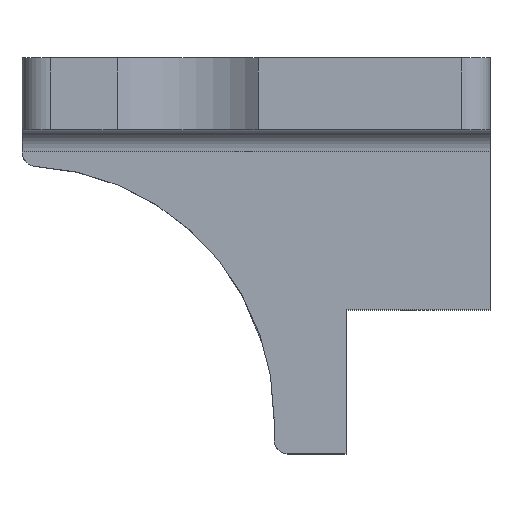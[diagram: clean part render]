
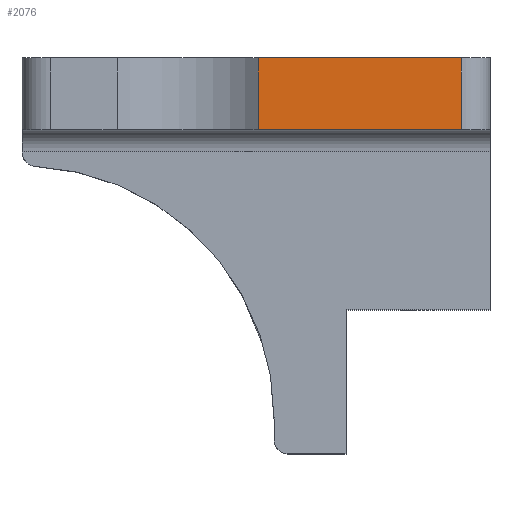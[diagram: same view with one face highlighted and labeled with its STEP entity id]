
A CAD part, top view. The second image highlights one B-rep face of the part: STEP entity #2076.
In plain terms, the highlighted planar face has unit normal (0, 0, 1).
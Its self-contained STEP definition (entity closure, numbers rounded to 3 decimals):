
#524 = PLANE('',#525);
#525 = AXIS2_PLACEMENT_3D('',#526,#527,#528);
#526 = CARTESIAN_POINT('',(-45.,5.,15.));
#527 = DIRECTION('',(0.,-1.,0.));
#528 = DIRECTION('',(-1.,0.,0.));
#580 = PLANE('',#581);
#581 = AXIS2_PLACEMENT_3D('',#582,#583,#584);
#582 = CARTESIAN_POINT('',(20.,15.,15.));
#583 = DIRECTION('',(0.,1.,0.));
#584 = DIRECTION('',(1.,0.,0.));
#1491 = VERTEX_POINT('',#1492);
#1492 = CARTESIAN_POINT('',(-12.202,5.,30.));
#1507 = CYLINDRICAL_SURFACE('',#1508,14.);
#1508 = AXIS2_PLACEMENT_3D('',#1509,#1510,#1511);
#1509 = CARTESIAN_POINT('',(-22.,15.,40.));
#1510 = DIRECTION('',(0.,1.,0.));
#1511 = DIRECTION('',(1.,0.,0.));
#1519 = EDGE_CURVE('',#1491,#1520,#1522,.T.);
#1520 = VERTEX_POINT('',#1521);
#1521 = CARTESIAN_POINT('',(16.,5.,30.));
#1522 = SURFACE_CURVE('',#1523,(#1527,#1534),.PCURVE_S1.);
#1523 = LINE('',#1524,#1525);
#1524 = CARTESIAN_POINT('',(-45.,5.,30.));
#1525 = VECTOR('',#1526,1.);
#1526 = DIRECTION('',(1.,0.,0.));
#1527 = PCURVE('',#524,#1528);
#1528 = DEFINITIONAL_REPRESENTATION('',(#1529),#1533);
#1529 = LINE('',#1530,#1531);
#1530 = CARTESIAN_POINT('',(0.,-15.));
#1531 = VECTOR('',#1532,1.);
#1532 = DIRECTION('',(-1.,0.));
#1533 = ( GEOMETRIC_REPRESENTATION_CONTEXT(2) 
PARAMETRIC_REPRESENTATION_CONTEXT() REPRESENTATION_CONTEXT('2D SPACE',''
  ) );
#1534 = PCURVE('',#1535,#1540);
#1535 = PLANE('',#1536);
#1536 = AXIS2_PLACEMENT_3D('',#1537,#1538,#1539);
#1537 = CARTESIAN_POINT('',(20.,15.,30.));
#1538 = DIRECTION('',(0.,0.,1.));
#1539 = DIRECTION('',(1.,0.,0.));
#1540 = DEFINITIONAL_REPRESENTATION('',(#1541),#1545);
#1541 = LINE('',#1542,#1543);
#1542 = CARTESIAN_POINT('',(-65.,-10.));
#1543 = VECTOR('',#1544,1.);
#1544 = DIRECTION('',(1.,0.));
#1545 = ( GEOMETRIC_REPRESENTATION_CONTEXT(2) 
PARAMETRIC_REPRESENTATION_CONTEXT() REPRESENTATION_CONTEXT('2D SPACE',''
  ) );
#1562 = CYLINDRICAL_SURFACE('',#1563,4.);
#1563 = AXIS2_PLACEMENT_3D('',#1564,#1565,#1566);
#1564 = CARTESIAN_POINT('',(16.,5.,26.));
#1565 = DIRECTION('',(0.,1.,0.));
#1566 = DIRECTION('',(1.,0.,0.));
#1713 = VERTEX_POINT('',#1714);
#1714 = CARTESIAN_POINT('',(16.,15.,30.));
#1740 = EDGE_CURVE('',#1713,#1741,#1743,.T.);
#1741 = VERTEX_POINT('',#1742);
#1742 = CARTESIAN_POINT('',(-12.202,15.,30.));
#1743 = SURFACE_CURVE('',#1744,(#1748,#1755),.PCURVE_S1.);
#1744 = LINE('',#1745,#1746);
#1745 = CARTESIAN_POINT('',(20.,15.,30.));
#1746 = VECTOR('',#1747,1.);
#1747 = DIRECTION('',(-1.,0.,0.));
#1748 = PCURVE('',#580,#1749);
#1749 = DEFINITIONAL_REPRESENTATION('',(#1750),#1754);
#1750 = LINE('',#1751,#1752);
#1751 = CARTESIAN_POINT('',(0.,-15.));
#1752 = VECTOR('',#1753,1.);
#1753 = DIRECTION('',(-1.,0.));
#1754 = ( GEOMETRIC_REPRESENTATION_CONTEXT(2) 
PARAMETRIC_REPRESENTATION_CONTEXT() REPRESENTATION_CONTEXT('2D SPACE',''
  ) );
#1755 = PCURVE('',#1535,#1756);
#1756 = DEFINITIONAL_REPRESENTATION('',(#1757),#1761);
#1757 = LINE('',#1758,#1759);
#1758 = CARTESIAN_POINT('',(0.,0.));
#1759 = VECTOR('',#1760,1.);
#1760 = DIRECTION('',(-1.,0.));
#1761 = ( GEOMETRIC_REPRESENTATION_CONTEXT(2) 
PARAMETRIC_REPRESENTATION_CONTEXT() REPRESENTATION_CONTEXT('2D SPACE',''
  ) );
#2054 = EDGE_CURVE('',#1520,#1713,#2055,.T.);
#2055 = SURFACE_CURVE('',#2056,(#2060,#2067),.PCURVE_S1.);
#2056 = LINE('',#2057,#2058);
#2057 = CARTESIAN_POINT('',(16.,5.,30.));
#2058 = VECTOR('',#2059,1.);
#2059 = DIRECTION('',(0.,1.,0.));
#2060 = PCURVE('',#1562,#2061);
#2061 = DEFINITIONAL_REPRESENTATION('',(#2062),#2066);
#2062 = LINE('',#2063,#2064);
#2063 = CARTESIAN_POINT('',(-1.571,0.));
#2064 = VECTOR('',#2065,1.);
#2065 = DIRECTION('',(0.,1.));
#2066 = ( GEOMETRIC_REPRESENTATION_CONTEXT(2) 
PARAMETRIC_REPRESENTATION_CONTEXT() REPRESENTATION_CONTEXT('2D SPACE',''
  ) );
#2067 = PCURVE('',#1535,#2068);
#2068 = DEFINITIONAL_REPRESENTATION('',(#2069),#2073);
#2069 = LINE('',#2070,#2071);
#2070 = CARTESIAN_POINT('',(-4.,-10.));
#2071 = VECTOR('',#2072,1.);
#2072 = DIRECTION('',(0.,1.));
#2073 = ( GEOMETRIC_REPRESENTATION_CONTEXT(2) 
PARAMETRIC_REPRESENTATION_CONTEXT() REPRESENTATION_CONTEXT('2D SPACE',''
  ) );
#2076 = ADVANCED_FACE('',(#2077),#1535,.T.);
#2077 = FACE_BOUND('',#2078,.F.);
#2078 = EDGE_LOOP('',(#2079,#2080,#2081,#2082));
#2079 = ORIENTED_EDGE('',*,*,#1740,.F.);
#2080 = ORIENTED_EDGE('',*,*,#2054,.F.);
#2081 = ORIENTED_EDGE('',*,*,#1519,.F.);
#2082 = ORIENTED_EDGE('',*,*,#2083,.T.);
#2083 = EDGE_CURVE('',#1491,#1741,#2084,.T.);
#2084 = SURFACE_CURVE('',#2085,(#2089,#2096),.PCURVE_S1.);
#2085 = LINE('',#2086,#2087);
#2086 = CARTESIAN_POINT('',(-12.202,15.,30.));
#2087 = VECTOR('',#2088,1.);
#2088 = DIRECTION('',(0.,1.,0.));
#2089 = PCURVE('',#1535,#2090);
#2090 = DEFINITIONAL_REPRESENTATION('',(#2091),#2095);
#2091 = LINE('',#2092,#2093);
#2092 = CARTESIAN_POINT('',(-32.202,0.));
#2093 = VECTOR('',#2094,1.);
#2094 = DIRECTION('',(0.,1.));
#2095 = ( GEOMETRIC_REPRESENTATION_CONTEXT(2) 
PARAMETRIC_REPRESENTATION_CONTEXT() REPRESENTATION_CONTEXT('2D SPACE',''
  ) );
#2096 = PCURVE('',#1507,#2097);
#2097 = DEFINITIONAL_REPRESENTATION('',(#2098),#2101);
#2098 = B_SPLINE_CURVE_WITH_KNOTS('',1,(#2099,#2100),.UNSPECIFIED.,.F.,
  .F.,(2,2),(-11.,0.),.PIECEWISE_BEZIER_KNOTS.);
#2099 = CARTESIAN_POINT('',(-5.488,-11.));
#2100 = CARTESIAN_POINT('',(-5.488,0.));
#2101 = ( GEOMETRIC_REPRESENTATION_CONTEXT(2) 
PARAMETRIC_REPRESENTATION_CONTEXT() REPRESENTATION_CONTEXT('2D SPACE',''
  ) );
